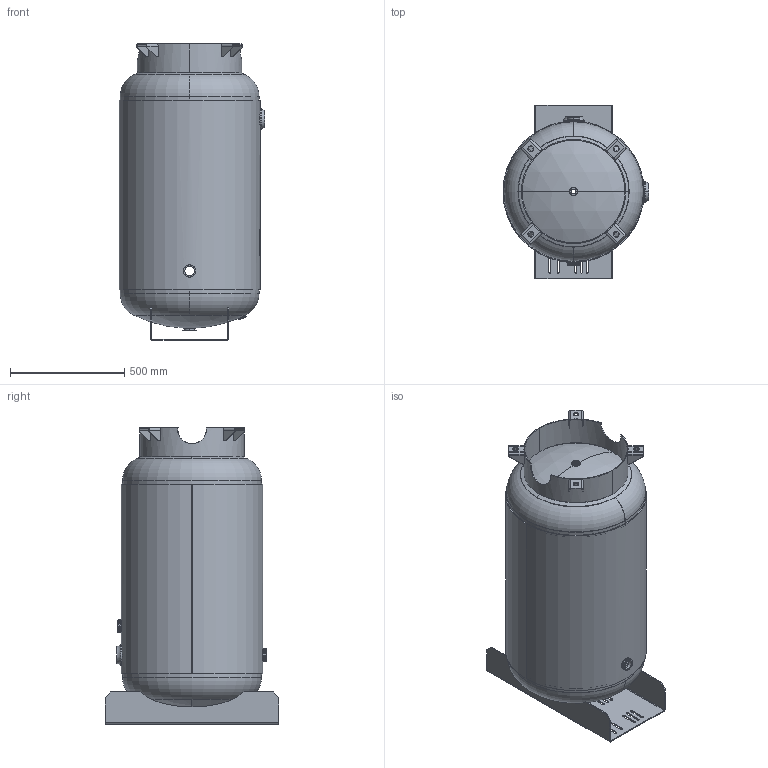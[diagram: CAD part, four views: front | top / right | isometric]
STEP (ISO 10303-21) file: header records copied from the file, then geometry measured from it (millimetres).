
FILE_DESCRIPTION (( 'STEP AP203' ), '1' );
FILE_NAME ('302419.STEP', '2012-02-03T23:37:02', ( '' ), ( '' ), 'SwSTEP 2.0', 'SolidWorks 2011', '' );
FILE_SCHEMA (( 'CONFIG_CONTROL_DESIGN' ));
Length unit declared in the file: inch
Products named in the file (1): 302419
Bounding box: 640.08 x 762 x 1299.44 mm (x, y, z)
Surface area: 6215981.7 mm2 (no closed solid volume)
Topology: 0 solids, 23 shells, 292 faces, 791 edges, 512 vertices
Faces by surface type: plane 136, cylinder 94, torus 42, bspline 12, sphere 8
Full cylindrical faces by diameter (mm): 609.6 x1, 618.947 x1
Entity records: 12571 total; most frequent: CARTESIAN_POINT 5094, DIRECTION 1606, ORIENTED_EDGE 1398, EDGE_CURVE 791, AXIS2_PLACEMENT_3D 606, VERTEX_POINT 512, VECTOR 394, LINE 394
